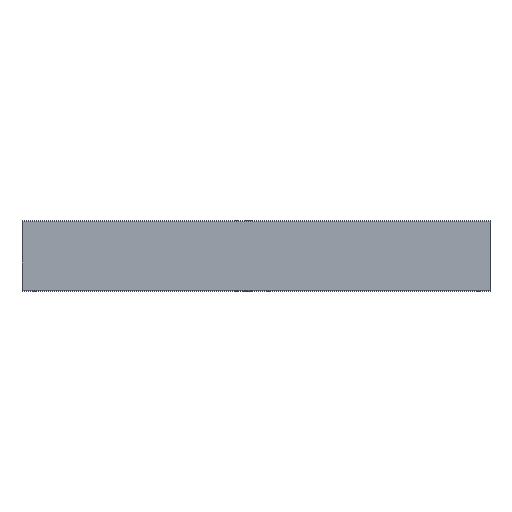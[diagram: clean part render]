
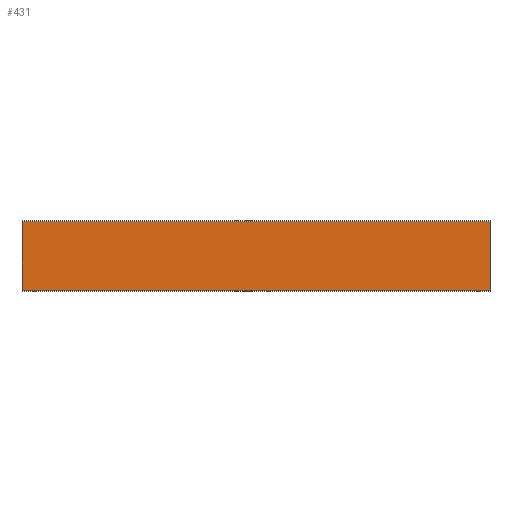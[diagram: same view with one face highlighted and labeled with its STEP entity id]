
A CAD part, top view. The second image highlights one B-rep face of the part: STEP entity #431.
In plain terms, the highlighted planar face has unit normal (0, 0, 1).
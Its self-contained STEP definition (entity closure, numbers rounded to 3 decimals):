
#87 = CARTESIAN_POINT ( 'NONE',  ( -1000., -146., 0. ) ) ;
#256 = ORIENTED_EDGE ( 'NONE', *, *, #3400, .T. ) ;
#431 = ADVANCED_FACE ( 'NONE', ( #1910 ), #2442, .F. ) ;
#484 = LINE ( 'NONE', #1513, #2316 ) ;
#564 = DIRECTION ( 'NONE',  ( -1., 0., 0. ) ) ;
#609 = CARTESIAN_POINT ( 'NONE',  ( 0., 0., 0. ) ) ;
#693 = ORIENTED_EDGE ( 'NONE', *, *, #732, .T. ) ;
#732 = EDGE_CURVE ( 'NONE', #2894, #2683, #2388, .T. ) ;
#851 = DIRECTION ( 'NONE',  ( 0., 0., -1. ) ) ;
#941 = CARTESIAN_POINT ( 'NONE',  ( 1000., -146., 0. ) ) ;
#1051 = DIRECTION ( 'NONE',  ( 0., 1., 0. ) ) ;
#1103 = LINE ( 'NONE', #3245, #3127 ) ;
#1168 = EDGE_LOOP ( 'NONE', ( #2986, #1236, #256, #693 ) ) ;
#1194 = AXIS2_PLACEMENT_3D ( 'NONE', #609, #851, #1701 ) ;
#1236 = ORIENTED_EDGE ( 'NONE', *, *, #1773, .T. ) ;
#1374 = VERTEX_POINT ( 'NONE', #1572 ) ;
#1378 = VECTOR ( 'NONE', #2994, 1000. ) ;
#1513 = CARTESIAN_POINT ( 'NONE',  ( -1000., -150., 0. ) ) ;
#1572 = CARTESIAN_POINT ( 'NONE',  ( -1000., 146., 0. ) ) ;
#1626 = VERTEX_POINT ( 'NONE', #87 ) ;
#1701 = DIRECTION ( 'NONE',  ( -1., 0., 0. ) ) ;
#1773 = EDGE_CURVE ( 'NONE', #1374, #1626, #484, .T. ) ;
#1882 = CARTESIAN_POINT ( 'NONE',  ( -1000., -146., 0. ) ) ;
#1899 = EDGE_CURVE ( 'NONE', #2683, #1374, #1103, .T. ) ;
#1910 = FACE_OUTER_BOUND ( 'NONE', #1168, .T. ) ;
#2058 = CARTESIAN_POINT ( 'NONE',  ( 1000., 146., 0. ) ) ;
#2077 = DIRECTION ( 'NONE',  ( 0., -1., 0. ) ) ;
#2316 = VECTOR ( 'NONE', #2077, 1000. ) ;
#2383 = VECTOR ( 'NONE', #1051, 1000. ) ;
#2388 = LINE ( 'NONE', #3478, #2383 ) ;
#2442 = PLANE ( 'NONE',  #1194 ) ;
#2683 = VERTEX_POINT ( 'NONE', #2058 ) ;
#2894 = VERTEX_POINT ( 'NONE', #941 ) ;
#2986 = ORIENTED_EDGE ( 'NONE', *, *, #1899, .T. ) ;
#2994 = DIRECTION ( 'NONE',  ( 1., 0., 0. ) ) ;
#3127 = VECTOR ( 'NONE', #564, 1000. ) ;
#3245 = CARTESIAN_POINT ( 'NONE',  ( 1000., 146., 0. ) ) ;
#3279 = LINE ( 'NONE', #1882, #1378 ) ;
#3400 = EDGE_CURVE ( 'NONE', #1626, #2894, #3279, .T. ) ;
#3478 = CARTESIAN_POINT ( 'NONE',  ( 1000., -150., 0. ) ) ;
